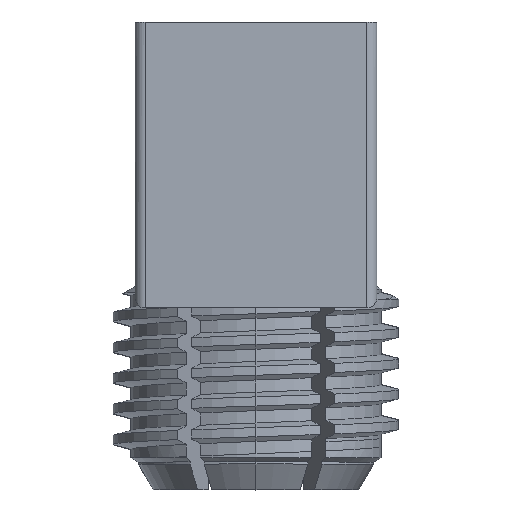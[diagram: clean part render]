
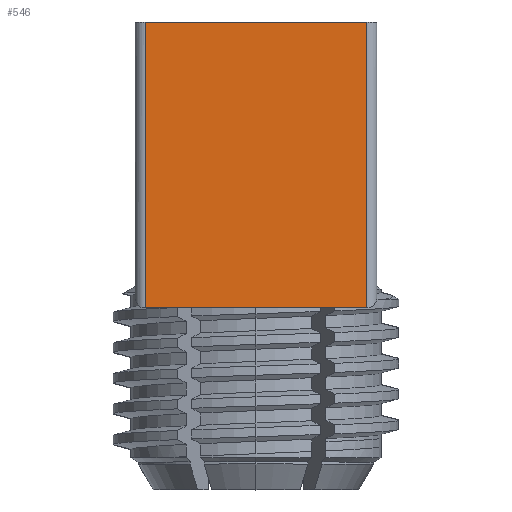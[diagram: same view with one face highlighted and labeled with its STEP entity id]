
A CAD part, top view. The second image highlights one B-rep face of the part: STEP entity #546.
In plain terms, the highlighted planar face has unit normal (0, 0, 1).
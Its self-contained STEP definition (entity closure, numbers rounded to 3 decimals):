
#112 = VERTEX_POINT('',#113);
#113 = CARTESIAN_POINT('',(10.8,0.,23.5));
#120 = EDGE_CURVE('',#121,#112,#123,.T.);
#121 = VERTEX_POINT('',#122);
#122 = CARTESIAN_POINT('',(-10.8,0.,23.5));
#123 = LINE('',#124,#125);
#124 = CARTESIAN_POINT('',(-11.8,0.,23.5));
#125 = VECTOR('',#126,1.);
#126 = DIRECTION('',(1.,0.,0.));
#528 = VERTEX_POINT('',#529);
#529 = CARTESIAN_POINT('',(-10.8,-27.9,23.5));
#536 = EDGE_CURVE('',#121,#528,#537,.T.);
#537 = LINE('',#538,#539);
#538 = CARTESIAN_POINT('',(-10.8,0.,23.5));
#539 = VECTOR('',#540,1.);
#540 = DIRECTION('',(0.,-1.,0.));
#546 = ADVANCED_FACE('',(#547),#565,.F.);
#547 = FACE_BOUND('',#548,.F.);
#548 = EDGE_LOOP('',(#549,#550,#551,#559));
#549 = ORIENTED_EDGE('',*,*,#536,.F.);
#550 = ORIENTED_EDGE('',*,*,#120,.T.);
#551 = ORIENTED_EDGE('',*,*,#552,.T.);
#552 = EDGE_CURVE('',#112,#553,#555,.T.);
#553 = VERTEX_POINT('',#554);
#554 = CARTESIAN_POINT('',(10.8,-27.9,23.5));
#555 = LINE('',#556,#557);
#556 = CARTESIAN_POINT('',(10.8,0.,23.5));
#557 = VECTOR('',#558,1.);
#558 = DIRECTION('',(0.,-1.,0.));
#559 = ORIENTED_EDGE('',*,*,#560,.F.);
#560 = EDGE_CURVE('',#528,#553,#561,.T.);
#561 = LINE('',#562,#563);
#562 = CARTESIAN_POINT('',(-11.8,-27.9,23.5));
#563 = VECTOR('',#564,1.);
#564 = DIRECTION('',(1.,0.,0.));
#565 = PLANE('',#566);
#566 = AXIS2_PLACEMENT_3D('',#567,#568,#569);
#567 = CARTESIAN_POINT('',(-11.8,0.,23.5));
#568 = DIRECTION('',(0.,0.,-1.));
#569 = DIRECTION('',(0.,-1.,0.));
